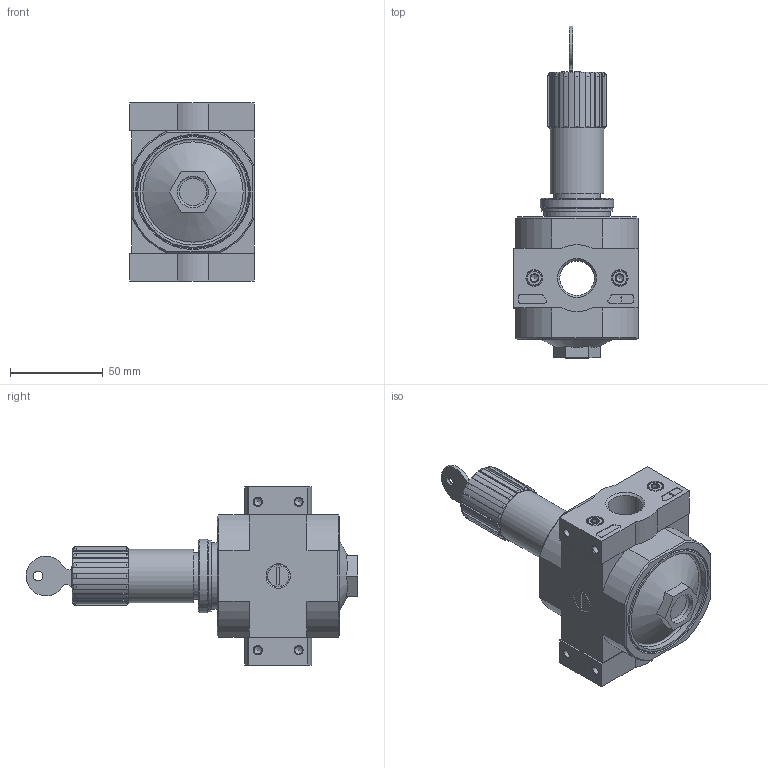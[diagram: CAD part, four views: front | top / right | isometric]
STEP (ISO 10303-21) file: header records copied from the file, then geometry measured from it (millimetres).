
FILE_DESCRIPTION(/* description */ ('STEP AP214'),/* implementation_level */ '2;1');
FILE_NAME(/* name */ '194661_LRS-1_2-D-7-O-MAXI',/* time_stamp */ '2024-09-04T23:52:07+02:00',/* author */ ('License CC BY-ND 4.0'),/* organization */ ('CADENAS'),/* preprocessor_version */ 'ST-DEVELOPER v19.3',/* originating_system */ 'PARTsolutions',/* authorisation */ ' ');
FILE_SCHEMA (('AUTOMOTIVE_DESIGN {1 0 10303 214 3 1 1}'));
Length unit declared in the file: millimetre
Products named in the file (7): 194661 LRS-1/2-D-7-O-MAXI; 646262 LRS-D-7-MAXI; 680244 PBL-1/2-D-MAXI-R---(0) p1; DIN-912 - M5x20(F); 680243 PBL-1/2-D-MAXI-L---(1) p1; 398011 LRVS-D-MINI; 373846 LR-MIDI
Assembly tree (10 placements, depth 2):
  194661 LRS-1/2-D-7-O-MAXI
    646262 LRS-D-7-MAXI
    680244 PBL-1/2-D-MAXI-R---(0) p1
    DIN-912 - M5x20(F)  x4
    680243 PBL-1/2-D-MAXI-L---(1) p1
    398011 LRVS-D-MINI
    373846 LR-MIDI  x2
Bounding box: 67.1 x 179 x 96 mm (x, y, z)
Volume: 354808.4 mm3; surface area: 65619.1 mm2
Topology: 10 solids, 10 shells, 460 faces, 1077 edges, 673 vertices
Faces by surface type: plane 214, cylinder 118, cone 101, torus 27
Full cylindrical faces by diameter (mm): 4.134 x8, 5 x4, 5.1 x1, 5.8 x1, 6.3 x2, 8.5 x4, 9.6 x2, 11.2 x2, 11.445 x2, 13.157 x2, 17 x1, 18.631 x2, 18.7 x1, 22 x1, 24.9 x1, 26 x1, 29 x1, 30 x2, 34.16 x1, 34.376 x1, 36 x1, 38.5 x1, 39.8 x1, 57 x1
Entity records: 11910 total; most frequent: CARTESIAN_POINT 2074, DIRECTION 1755, ORIENTED_EDGE 1552, EDGE_CURVE 776, AXIS2_PLACEMENT_3D 701, VERTEX_POINT 564, FACE_BOUND 520, EDGE_LOOP 511
